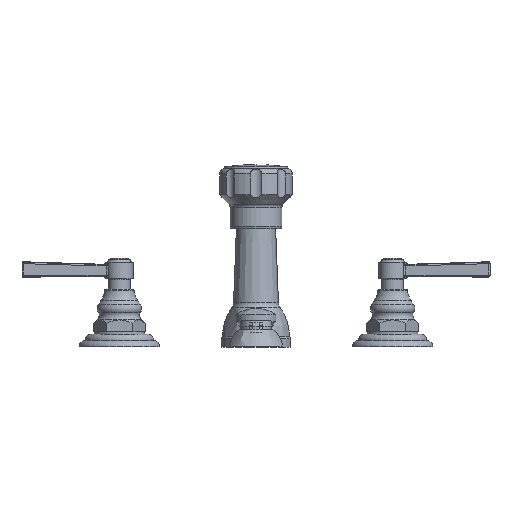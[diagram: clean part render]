
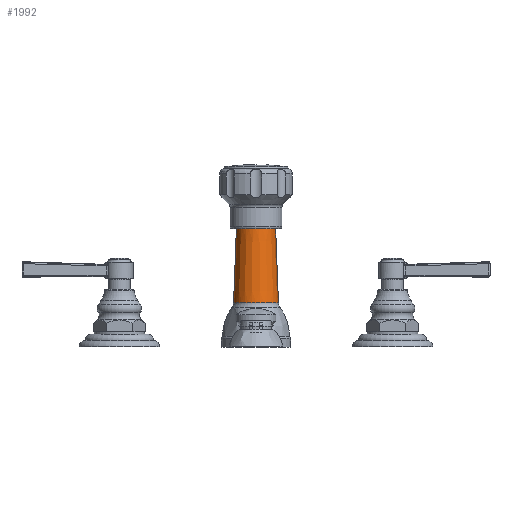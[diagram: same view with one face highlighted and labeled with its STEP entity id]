
A CAD part, top view. The second image highlights one B-rep face of the part: STEP entity #1992.
In plain terms, the highlighted conical face has half-angle 2.15 degrees and reference radius 15.652 mm.
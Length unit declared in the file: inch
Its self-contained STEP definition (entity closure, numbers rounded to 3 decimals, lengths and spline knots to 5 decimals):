
#1237=CARTESIAN_POINT('',(0.,3.468,-9.));
#1238=DIRECTION('',(0.,-1.,0.));
#1239=DIRECTION('',(1.,0.,0.));
#1240=AXIS2_PLACEMENT_3D('',#1237,#1238,#1239);
#1247=DIRECTION('',(0.038,0.999,0.));
#1248=VECTOR('',#1247,2.16618);
#1249=CARTESIAN_POINT('',(-0.65687,1.30334,
-9.));
#1250=LINE('',#1249,#1248);
#1251=DIRECTION('',(-0.038,0.999,0.));
#1252=VECTOR('',#1251,2.16618);
#1253=CARTESIAN_POINT('',(0.65687,1.30334,
-9.));
#1254=LINE('',#1253,#1252);
#1270=CARTESIAN_POINT('',(0.,1.30334,-9.));
#1271=DIRECTION('',(0.,-1.,0.));
#1272=DIRECTION('',(1.,0.,0.));
#1273=AXIS2_PLACEMENT_3D('',#1270,#1271,#1272);
#1365=CARTESIAN_POINT('',(-0.65687,1.30334,-9.));
#1366=CARTESIAN_POINT('',(0.65687,1.30334,-9.));
#1367=VERTEX_POINT('',#1365);
#1368=VERTEX_POINT('',#1366);
#1459=CARTESIAN_POINT('',(0.57559,3.468,-9.));
#1460=CARTESIAN_POINT('',(-0.57559,3.468,-9.));
#1461=VERTEX_POINT('',#1459);
#1462=VERTEX_POINT('',#1460);
#1978=CARTESIAN_POINT('',(0.,2.38567,-9.));
#1979=DIRECTION('',(0.,-1.,0.));
#1980=DIRECTION('',(-1.,0.,0.));
#1981=AXIS2_PLACEMENT_3D('',#1978,#1979,#1980);
#1982=CONICAL_SURFACE('',#1981,0.61623,2.15);
#1983=ORIENTED_EDGE('',*,*,#1971,.F.);
#1985=ORIENTED_EDGE('',*,*,#1984,.F.);
#1987=ORIENTED_EDGE('',*,*,#1986,.T.);
#1989=ORIENTED_EDGE('',*,*,#1988,.T.);
#1990=EDGE_LOOP('',(#1983,#1985,#1987,#1989));
#1991=FACE_OUTER_BOUND('',#1990,.F.);
#1992=ADVANCED_FACE('',(#1991),#1982,.T.);
#1241=CIRCLE('',#1240,0.57559);
#1274=CIRCLE('',#1273,0.65687);
#1971=EDGE_CURVE('',#1461,#1462,#1241,.T.);
#1984=EDGE_CURVE('',#1368,#1461,#1254,.T.);
#1986=EDGE_CURVE('',#1368,#1367,#1274,.T.);
#1988=EDGE_CURVE('',#1367,#1462,#1250,.T.);
